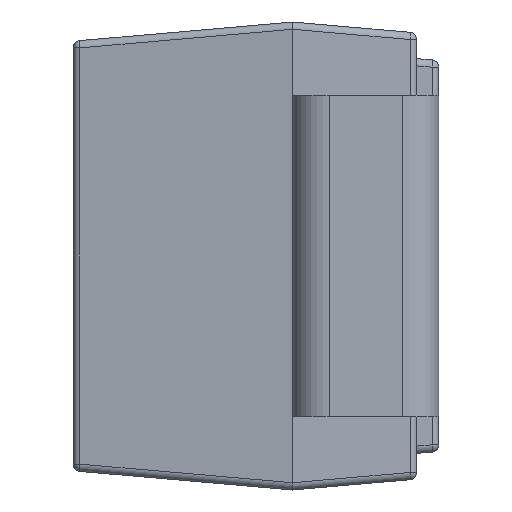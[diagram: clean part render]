
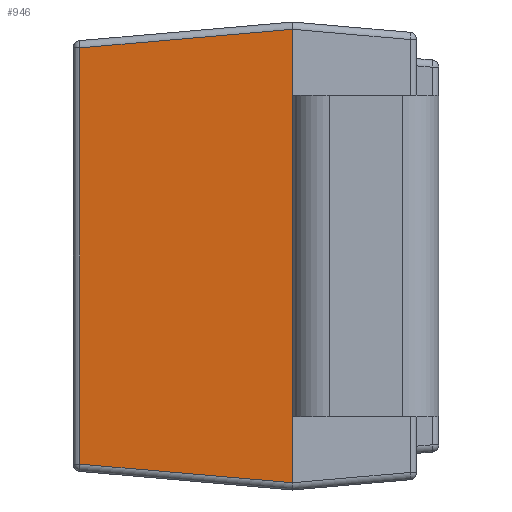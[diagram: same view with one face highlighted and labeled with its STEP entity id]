
A CAD part, left-side view. The second image highlights one B-rep face of the part: STEP entity #946.
In plain terms, the highlighted planar face has unit normal (-0.996, 0.087, 0).
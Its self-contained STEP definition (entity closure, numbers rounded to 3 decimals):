
#37 = EDGE_CURVE ( 'NONE', #2389, #1284, #958, .T. ) ;
#275 = CARTESIAN_POINT ( 'NONE',  ( -2.976, 1.271, 1.526 ) ) ;
#305 = CARTESIAN_POINT ( 'NONE',  ( -3., 1., -1.55 ) ) ;
#321 = CARTESIAN_POINT ( 'NONE',  ( -3., 1., -1.6 ) ) ;
#350 = ORIENTED_EDGE ( 'NONE', *, *, #618, .T. ) ;
#372 = EDGE_CURVE ( 'NONE', #1285, #2389, #1910, .T. ) ;
#375 = CARTESIAN_POINT ( 'NONE',  ( -2.873, 2.454, 1.423 ) ) ;
#415 = DIRECTION ( 'NONE',  ( -0.087, -0.996, 0. ) ) ;
#438 = DIRECTION ( 'NONE',  ( -0.087, -0.992, -0.087 ) ) ;
#618 = EDGE_CURVE ( 'NONE', #1284, #2101, #722, .T. ) ;
#722 = LINE ( 'NONE', #1017, #1236 ) ;
#734 = EDGE_LOOP ( 'NONE', ( #350, #1757, #2308, #1841 ) ) ;
#794 = CARTESIAN_POINT ( 'NONE',  ( -3., 1., -1.6 ) ) ;
#909 = FACE_OUTER_BOUND ( 'NONE', #734, .T. ) ;
#946 = ADVANCED_FACE ( 'NONE', ( #909 ), #2223, .T. ) ;
#951 = AXIS2_PLACEMENT_3D ( 'NONE', #321, #956, #415 ) ;
#955 = VECTOR ( 'NONE', #2119, 1000. ) ;
#956 = DIRECTION ( 'NONE',  ( -0.996, 0.087, 0. ) ) ;
#958 = LINE ( 'NONE', #275, #1030 ) ;
#1017 = CARTESIAN_POINT ( 'NONE',  ( -2.873, 2.454, -1.469 ) ) ;
#1030 = VECTOR ( 'NONE', #1233, 1000. ) ;
#1032 = CARTESIAN_POINT ( 'NONE',  ( -3., 0.996, -1.551 ) ) ;
#1233 = DIRECTION ( 'NONE',  ( 0.087, 0.992, -0.087 ) ) ;
#1236 = VECTOR ( 'NONE', #1333, 1000. ) ;
#1284 = VERTEX_POINT ( 'NONE', #375 ) ;
#1285 = VERTEX_POINT ( 'NONE', #305 ) ;
#1333 = DIRECTION ( 'NONE',  ( 0., 0., -1. ) ) ;
#1622 = VECTOR ( 'NONE', #438, 1000. ) ;
#1704 = EDGE_CURVE ( 'NONE', #2101, #1285, #1740, .T. ) ;
#1740 = LINE ( 'NONE', #1032, #1622 ) ;
#1757 = ORIENTED_EDGE ( 'NONE', *, *, #1704, .T. ) ;
#1841 = ORIENTED_EDGE ( 'NONE', *, *, #37, .T. ) ;
#1910 = LINE ( 'NONE', #794, #955 ) ;
#2101 = VERTEX_POINT ( 'NONE', #2279 ) ;
#2119 = DIRECTION ( 'NONE',  ( 0., 0., 1. ) ) ;
#2223 = PLANE ( 'NONE',  #951 ) ;
#2224 = CARTESIAN_POINT ( 'NONE',  ( -3., 1., 1.55 ) ) ;
#2279 = CARTESIAN_POINT ( 'NONE',  ( -2.873, 2.454, -1.423 ) ) ;
#2308 = ORIENTED_EDGE ( 'NONE', *, *, #372, .T. ) ;
#2389 = VERTEX_POINT ( 'NONE', #2224 ) ;
